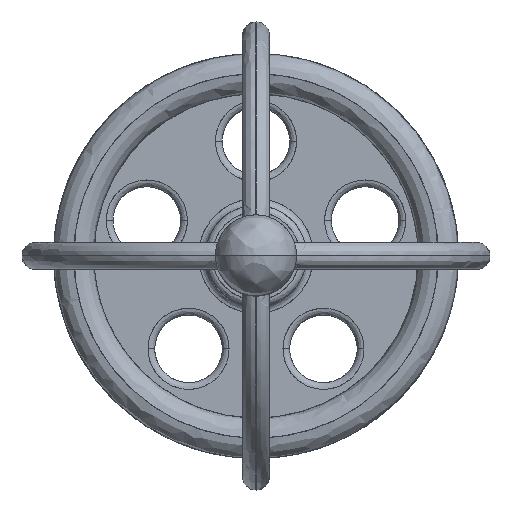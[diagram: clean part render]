
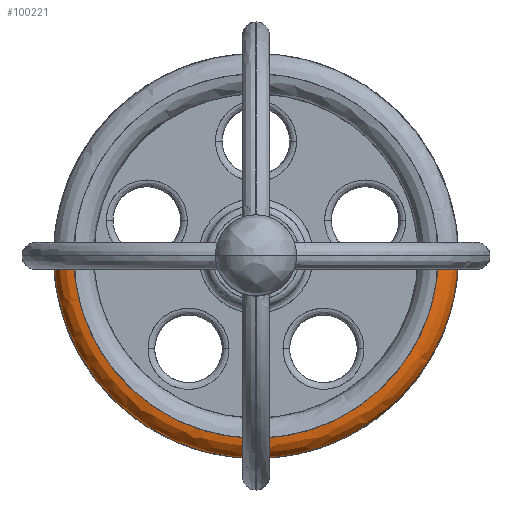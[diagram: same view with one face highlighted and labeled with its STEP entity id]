
A CAD part, top view. The second image highlights one B-rep face of the part: STEP entity #100221.
In plain terms, the highlighted free-form (B-spline) face has degree [3, 3] with [4, 4] control points.
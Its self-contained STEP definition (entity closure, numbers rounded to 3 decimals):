
#100221 = ADVANCED_FACE('',(#100222),#100258,.T.);
#100222 = FACE_BOUND('',#100223,.T.);
#100223 = EDGE_LOOP('',(#100224,#100234,#100243,#100251));
#100224 = ORIENTED_EDGE('',*,*,#100225,.T.);
#100225 = EDGE_CURVE('',#100226,#100228,#100230,.T.);
#100226 = VERTEX_POINT('',#100227);
#100227 = CARTESIAN_POINT('',(-36.114,0.,
    6.688));
#100228 = VERTEX_POINT('',#100229);
#100229 = CARTESIAN_POINT('',(-40.126,0.,
    2.675));
#100230 = ( BOUNDED_CURVE() B_SPLINE_CURVE(2,(#100231,#100232,#100233),
.UNSPECIFIED.,.F.,.F.) B_SPLINE_CURVE_WITH_KNOTS((3,3),(
0.,1.571),.PIECEWISE_BEZIER_KNOTS.) CURVE() 
GEOMETRIC_REPRESENTATION_ITEM() RATIONAL_B_SPLINE_CURVE((1.,
0.707,1.)) REPRESENTATION_ITEM('') );
#100231 = CARTESIAN_POINT('',(-36.114,0.,
    6.688));
#100232 = CARTESIAN_POINT('',(-40.126,0.,
    6.688));
#100233 = CARTESIAN_POINT('',(-40.126,0.,
    2.675));
#100234 = ORIENTED_EDGE('',*,*,#100235,.T.);
#100235 = EDGE_CURVE('',#100228,#100236,#100238,.T.);
#100236 = VERTEX_POINT('',#100237);
#100237 = CARTESIAN_POINT('',(40.126,0.,2.675));
#100238 = ( BOUNDED_CURVE() B_SPLINE_CURVE(3,(#100239,#100240,#100241,
#100242),.UNSPECIFIED.,.F.,.F.) B_SPLINE_CURVE_WITH_KNOTS((4,4),(0.,1.),
.PIECEWISE_BEZIER_KNOTS.) CURVE() GEOMETRIC_REPRESENTATION_ITEM() 
RATIONAL_B_SPLINE_CURVE((0.957,0.319,0.319,
0.957)) REPRESENTATION_ITEM('') );
#100239 = CARTESIAN_POINT('',(-40.126,0.,2.675));
#100240 = CARTESIAN_POINT('',(-40.126,-80.253,
    2.675));
#100241 = CARTESIAN_POINT('',(40.126,-80.253,
    2.675));
#100242 = CARTESIAN_POINT('',(40.126,0.,2.675));
#100243 = ORIENTED_EDGE('',*,*,#100244,.T.);
#100244 = EDGE_CURVE('',#100236,#100245,#100247,.T.);
#100245 = VERTEX_POINT('',#100246);
#100246 = CARTESIAN_POINT('',(36.114,0.,
    6.688));
#100247 = ( BOUNDED_CURVE() B_SPLINE_CURVE(2,(#100248,#100249,#100250),
.UNSPECIFIED.,.F.,.F.) B_SPLINE_CURVE_WITH_KNOTS((3,3),(0.,
1.571),.PIECEWISE_BEZIER_KNOTS.) CURVE() 
GEOMETRIC_REPRESENTATION_ITEM() RATIONAL_B_SPLINE_CURVE((1.,
0.707,1.)) REPRESENTATION_ITEM('') );
#100248 = CARTESIAN_POINT('',(40.126,0.,2.675));
#100249 = CARTESIAN_POINT('',(40.126,0.,
    6.688));
#100250 = CARTESIAN_POINT('',(36.114,0.,
    6.688));
#100251 = ORIENTED_EDGE('',*,*,#100252,.T.);
#100252 = EDGE_CURVE('',#100245,#100226,#100253,.T.);
#100253 = ( BOUNDED_CURVE() B_SPLINE_CURVE(3,(#100254,#100255,#100256,
#100257),.UNSPECIFIED.,.F.,.F.) B_SPLINE_CURVE_WITH_KNOTS((4,4),(0.,1.),
.PIECEWISE_BEZIER_KNOTS.) CURVE() GEOMETRIC_REPRESENTATION_ITEM() 
RATIONAL_B_SPLINE_CURVE((0.957,0.319,0.319,
0.957)) REPRESENTATION_ITEM('') );
#100254 = CARTESIAN_POINT('',(36.114,0.,6.688));
#100255 = CARTESIAN_POINT('',(36.114,-72.227,
    6.688));
#100256 = CARTESIAN_POINT('',(-36.114,-72.227,
    6.688));
#100257 = CARTESIAN_POINT('',(-36.114,0.,6.688));
#100258 = ( BOUNDED_SURFACE() B_SPLINE_SURFACE(3,3,(
    (#100259,#100260,#100261,#100262)
    ,(#100263,#100264,#100265,#100266)
    ,(#100267,#100268,#100269,#100270)
    ,(#100271,#100272,#100273,#100274
)),.UNSPECIFIED.,.F.,.F.,.F.) B_SPLINE_SURFACE_WITH_KNOTS((4,4),(4,4),(
    0.,1.),(0.,1.),.PIECEWISE_BEZIER_KNOTS.) 
GEOMETRIC_REPRESENTATION_ITEM() RATIONAL_B_SPLINE_SURFACE((
    (1.,0.333,0.333,1.)
    ,(0.755,0.252,0.252,0.755)
    ,(0.755,0.252,0.252,0.755)
,(1.,0.333,0.333,1.
))) REPRESENTATION_ITEM('') SURFACE() );
#100259 = CARTESIAN_POINT('',(-35.713,0.,6.668));
#100260 = CARTESIAN_POINT('',(-35.713,-71.426,
    6.668));
#100261 = CARTESIAN_POINT('',(35.713,-71.426,
    6.668));
#100262 = CARTESIAN_POINT('',(35.713,0.,6.668));
#100263 = CARTESIAN_POINT('',(-38.441,0.,6.941));
#100264 = CARTESIAN_POINT('',(-38.441,-76.882,
    6.941));
#100265 = CARTESIAN_POINT('',(38.441,-76.882,
    6.941));
#100266 = CARTESIAN_POINT('',(38.441,0.,6.941));
#100267 = CARTESIAN_POINT('',(-40.38,0.,5.003));
#100268 = CARTESIAN_POINT('',(-40.38,-80.76,
    5.003));
#100269 = CARTESIAN_POINT('',(40.38,-80.76,
    5.003));
#100270 = CARTESIAN_POINT('',(40.38,0.,5.003));
#100271 = CARTESIAN_POINT('',(-40.106,0.,2.274));
#100272 = CARTESIAN_POINT('',(-40.106,-80.213,
    2.274));
#100273 = CARTESIAN_POINT('',(40.106,-80.213,
    2.274));
#100274 = CARTESIAN_POINT('',(40.106,0.,2.274));
